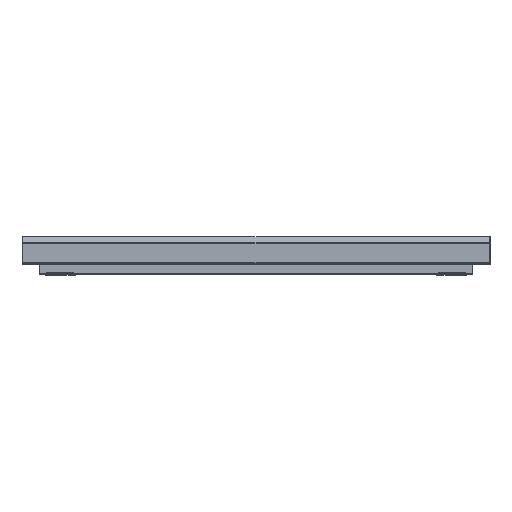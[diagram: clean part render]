
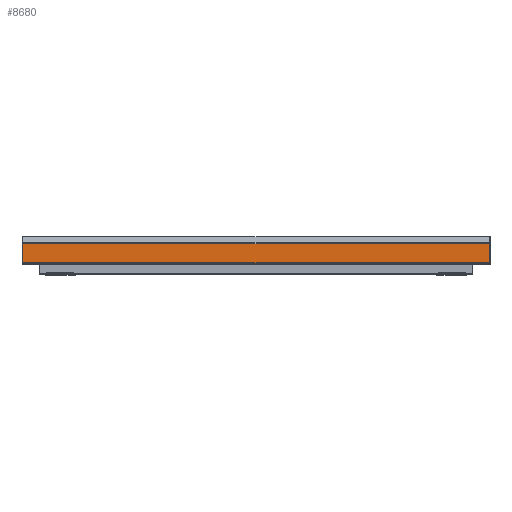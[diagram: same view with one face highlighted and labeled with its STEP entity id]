
A CAD part, top view. The second image highlights one B-rep face of the part: STEP entity #8680.
In plain terms, the highlighted planar face has unit normal (0, 0, 1).
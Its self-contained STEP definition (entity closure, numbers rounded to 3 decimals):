
#49 = DIRECTION ( 'NONE',  ( 0., 0., 1. ) ) ;
#320 = ORIENTED_EDGE ( 'NONE', *, *, #4394, .T. ) ;
#1122 = LINE ( 'NONE', #14249, #4982 ) ;
#1631 = AXIS2_PLACEMENT_3D ( 'NONE', #7074, #49, #5732 ) ;
#1983 = VERTEX_POINT ( 'NONE', #11191 ) ;
#2424 = VECTOR ( 'NONE', #7401, 1000. ) ;
#2608 = VERTEX_POINT ( 'NONE', #7079 ) ;
#2927 = CARTESIAN_POINT ( 'NONE',  ( -627.5, -19.054, 293. ) ) ;
#3594 = PLANE ( 'NONE',  #1631 ) ;
#3794 = ORIENTED_EDGE ( 'NONE', *, *, #9787, .T. ) ;
#4175 = VERTEX_POINT ( 'NONE', #7637 ) ;
#4394 = EDGE_CURVE ( 'NONE', #5695, #2608, #8182, .T. ) ;
#4603 = DIRECTION ( 'NONE',  ( 0., -1., 0. ) ) ;
#4629 = DIRECTION ( 'NONE',  ( 0., -1., 0. ) ) ;
#4946 = VECTOR ( 'NONE', #11836, 1000. ) ;
#4982 = VECTOR ( 'NONE', #4603, 1000. ) ;
#5207 = ORIENTED_EDGE ( 'NONE', *, *, #7673, .F. ) ;
#5593 = EDGE_LOOP ( 'NONE', ( #3794, #8321, #5207, #320 ) ) ;
#5695 = VERTEX_POINT ( 'NONE', #2927 ) ;
#5732 = DIRECTION ( 'NONE',  ( 0., -1., 0. ) ) ;
#7074 = CARTESIAN_POINT ( 'NONE',  ( -627.5, -19.054, 293. ) ) ;
#7079 = CARTESIAN_POINT ( 'NONE',  ( -627.5, -69.906, 293. ) ) ;
#7401 = DIRECTION ( 'NONE',  ( 1., 0., 0. ) ) ;
#7637 = CARTESIAN_POINT ( 'NONE',  ( 627.5, -19.054, 293. ) ) ;
#7673 = EDGE_CURVE ( 'NONE', #5695, #4175, #8515, .T. ) ;
#8182 = LINE ( 'NONE', #11726, #12686 ) ;
#8321 = ORIENTED_EDGE ( 'NONE', *, *, #10778, .F. ) ;
#8515 = LINE ( 'NONE', #10953, #4946 ) ;
#8680 = ADVANCED_FACE ( 'NONE', ( #11874 ), #3594, .T. ) ;
#9787 = EDGE_CURVE ( 'NONE', #2608, #1983, #12057, .T. ) ;
#10778 = EDGE_CURVE ( 'NONE', #4175, #1983, #1122, .T. ) ;
#10953 = CARTESIAN_POINT ( 'NONE',  ( -627.5, -19.054, 293. ) ) ;
#11191 = CARTESIAN_POINT ( 'NONE',  ( 627.5, -69.906, 293. ) ) ;
#11726 = CARTESIAN_POINT ( 'NONE',  ( -627.5, -19.054, 293. ) ) ;
#11836 = DIRECTION ( 'NONE',  ( 1., 0., 0. ) ) ;
#11874 = FACE_OUTER_BOUND ( 'NONE', #5593, .T. ) ;
#12057 = LINE ( 'NONE', #14678, #2424 ) ;
#12686 = VECTOR ( 'NONE', #4629, 1000. ) ;
#14249 = CARTESIAN_POINT ( 'NONE',  ( 627.5, -19.054, 293. ) ) ;
#14678 = CARTESIAN_POINT ( 'NONE',  ( -627.5, -69.906, 293. ) ) ;
